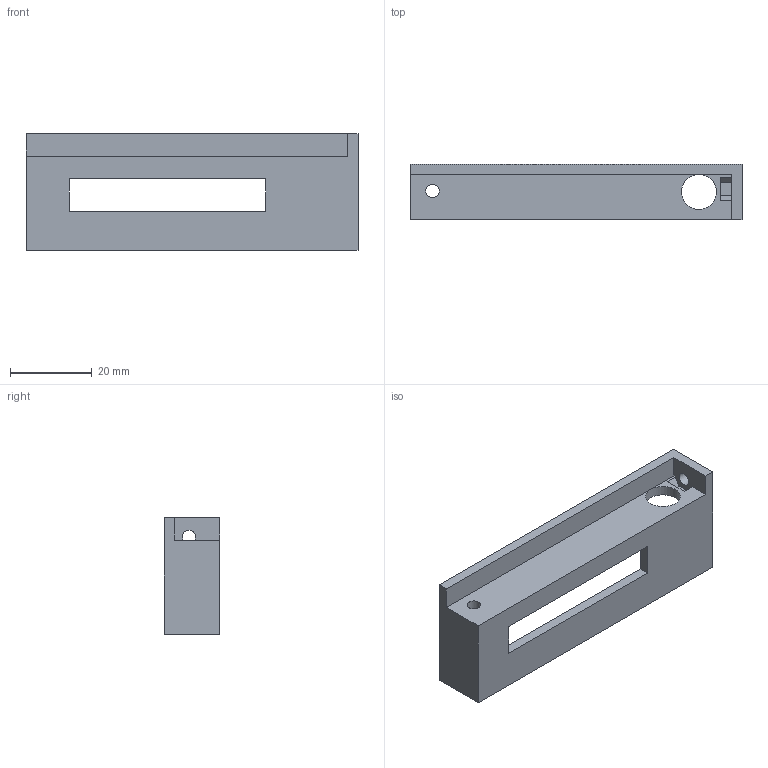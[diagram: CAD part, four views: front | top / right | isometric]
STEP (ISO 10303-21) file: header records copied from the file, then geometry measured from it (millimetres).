
FILE_DESCRIPTION(/* description */ (''),/* implementation_level */ '2;1');
FILE_NAME(/* name */ 'Powersupply_cover.stp',/* time_stamp */ '2023-04-24T17:52:07+02:00',/* author */ ('Christian'),/* organization */ (''),/* preprocessor_version */ 'ST-DEVELOPER v18.1',/* originating_system */ 'Autodesk Inventor 2022',/* authorisation */ '');
FILE_SCHEMA (('AUTOMOTIVE_DESIGN { 1 0 10303 214 3 1 1 }'));
Length unit declared in the file: millimetre
Products named in the file (1): PowerUnit_Schutzabdeckung
Bounding box: 81 x 13.5 x 28.5 mm (x, y, z)
Volume: 8834 mm3; surface area: 7295.1 mm2
Topology: 1 solids, 1 shells, 23 faces, 67 edges, 44 vertices
Faces by surface type: plane 20, cylinder 3
Full cylindrical faces by diameter (mm): 3.2 x1, 3.3 x1, 8.5 x1
Entity records: 812 total; most frequent: CARTESIAN_POINT 135, ORIENTED_EDGE 134, DIRECTION 123, EDGE_CURVE 67, LINE 59, VECTOR 59, VERTEX_POINT 44, AXIS2_PLACEMENT_3D 32
